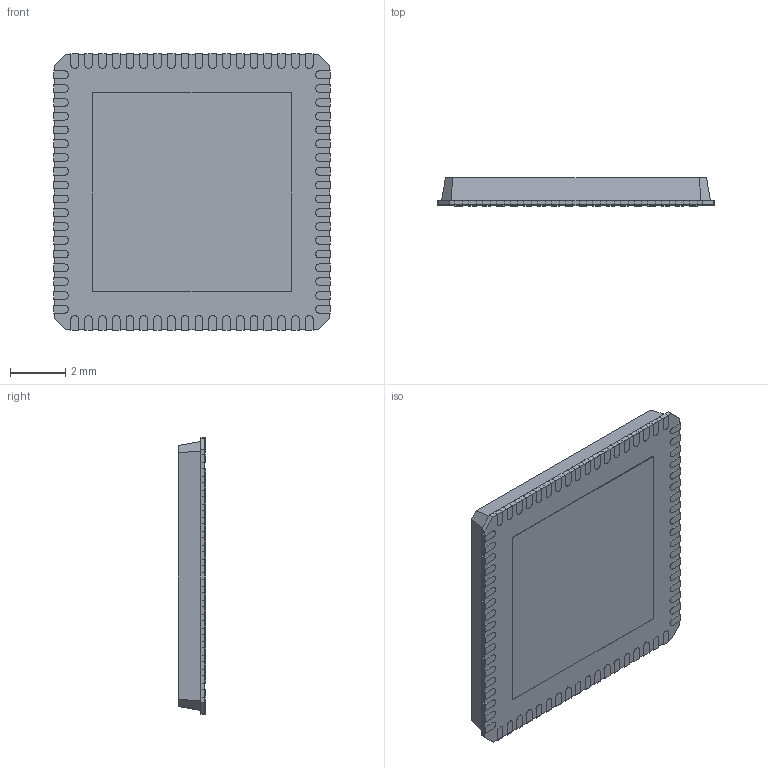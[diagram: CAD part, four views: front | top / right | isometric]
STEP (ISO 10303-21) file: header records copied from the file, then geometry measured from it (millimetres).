
FILE_DESCRIPTION (( 'STEP AP214' ), '1' );
FILE_NAME ('User Library-LFCSP-72.STEP', '2017-02-02T13:54:03', ( 'Windows User' ), ( '' ), 'SwSTEP 2.0', 'SolidWorks 2017', '' );
FILE_SCHEMA (( 'AUTOMOTIVE_DESIGN' ));
Length unit declared in the file: millimetre
Products named in the file (4): User Library-LFCSP-72; User Library-LFCSP-72_Part_LFCSP-72_Default; User Library-LFCSP-72_Fuss_LFCSP-72_Default; User Library-LFCSP-72_Assy Fuss LFCSP72
Assembly tree (362 placements, depth 3):
  User Library-LFCSP-72
    User Library-LFCSP-72_Assy Fuss LFCSP72
      User Library-LFCSP-72_Fuss_LFCSP-72_Default  x360
    User Library-LFCSP-72_Part_LFCSP-72_Default
Bounding box: 10.04 x 1 x 10.04 mm (x, y, z)
Volume: 101.5 mm3; surface area: 537.4 mm2
Topology: 363 solids, 363 shells, 2552 faces, 5472 edges, 3648 vertices
Faces by surface type: plane 1828, cylinder 724
Entity records: 4528 total; most frequent: DIRECTION 909, CARTESIAN_POINT 550, AXIS2_PLACEMENT_3D 417, PRODUCT_DEFINITION_SHAPE 366, CONTEXT_DEPENDENT_SHAPE_REPRESENTATION 362, ITEM_DEFINED_TRANSFORMATION 362, NEXT_ASSEMBLY_USAGE_OCCURRENCE 362, ORIENTED_EDGE 174
